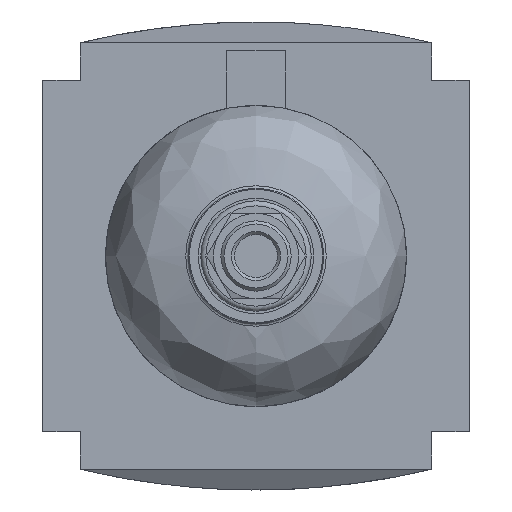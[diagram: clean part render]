
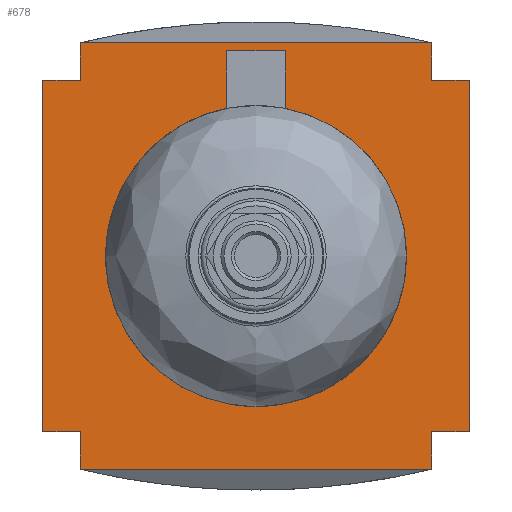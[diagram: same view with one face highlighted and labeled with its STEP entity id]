
A CAD part, front view. The second image highlights one B-rep face of the part: STEP entity #678.
In plain terms, the highlighted planar face has unit normal (0, -1, 0).
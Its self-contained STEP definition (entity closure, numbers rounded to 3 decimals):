
#678 = ADVANCED_FACE( '', ( #1439 ), #1440, .F. );
#1439 = FACE_OUTER_BOUND( '', #2307, .T. );
#1440 = PLANE( '', #2308 );
#2307 = EDGE_LOOP( '', ( #4184, #4185, #4186, #4187, #4188, #4189, #4190, #4191, #4192, #4193, #4194, #4195 ) );
#2308 = AXIS2_PLACEMENT_3D( '', #4196, #4197, #4198 );
#4184 = ORIENTED_EDGE( '', *, *, #5687, .F. );
#4185 = ORIENTED_EDGE( '', *, *, #5368, .F. );
#4186 = ORIENTED_EDGE( '', *, *, #5636, .F. );
#4187 = ORIENTED_EDGE( '', *, *, #5688, .T. );
#4188 = ORIENTED_EDGE( '', *, *, #5450, .F. );
#4189 = ORIENTED_EDGE( '', *, *, #5271, .T. );
#4190 = ORIENTED_EDGE( '', *, *, #5329, .F. );
#4191 = ORIENTED_EDGE( '', *, *, #5571, .T. );
#4192 = ORIENTED_EDGE( '', *, *, #5222, .T. );
#4193 = ORIENTED_EDGE( '', *, *, #5027, .F. );
#4194 = ORIENTED_EDGE( '', *, *, #5364, .F. );
#4195 = ORIENTED_EDGE( '', *, *, #5480, .T. );
#4196 = CARTESIAN_POINT( '', ( 0., -51., 103.36 ) );
#4197 = DIRECTION( '', ( 0., 1., 0. ) );
#4198 = DIRECTION( '', ( 0., 0., 1. ) );
#5027 = EDGE_CURVE( '', #6024, #6026, #6027, .T. );
#5222 = EDGE_CURVE( '', #6352, #6026, #6353, .T. );
#5271 = EDGE_CURVE( '', #6433, #6434, #6435, .T. );
#5329 = EDGE_CURVE( '', #6527, #6434, #6530, .T. );
#5364 = EDGE_CURVE( '', #6210, #6024, #6588, .T. );
#5368 = EDGE_CURVE( '', #6593, #6595, #6596, .T. );
#5450 = EDGE_CURVE( '', #6433, #6706, #6714, .T. );
#5480 = EDGE_CURVE( '', #6210, #6214, #6757, .T. );
#5571 = EDGE_CURVE( '', #6527, #6352, #6881, .T. );
#5636 = EDGE_CURVE( '', #6957, #6593, #6959, .T. );
#5687 = EDGE_CURVE( '', #6595, #6214, #7022, .T. );
#5688 = EDGE_CURVE( '', #6957, #6706, #7023, .T. );
#6024 = VERTEX_POINT( '', #7449 );
#6026 = VERTEX_POINT( '', #7452 );
#6027 = LINE( '', #7453, #7454 );
#6210 = VERTEX_POINT( '', #7727 );
#6214 = VERTEX_POINT( '', #7732 );
#6352 = VERTEX_POINT( '', #7918 );
#6353 = LINE( '', #7919, #7920 );
#6433 = VERTEX_POINT( '', #8035 );
#6434 = VERTEX_POINT( '', #8036 );
#6435 = LINE( '', #8037, #8038 );
#6527 = VERTEX_POINT( '', #8163 );
#6530 = LINE( '', #8167, #8168 );
#6588 = LINE( '', #8254, #8255 );
#6593 = VERTEX_POINT( '', #8260 );
#6595 = VERTEX_POINT( '', #8263 );
#6596 = LINE( '', #8264, #8265 );
#6706 = VERTEX_POINT( '', #8420 );
#6714 = LINE( '', #8433, #8434 );
#6757 = LINE( '', #8496, #8497 );
#6881 = LINE( '', #8671, #8672 );
#6957 = VERTEX_POINT( '', #8798 );
#6959 = LINE( '', #8801, #8802 );
#7022 = LINE( '', #8901, #8902 );
#7023 = LINE( '', #8903, #8904 );
#7449 = CARTESIAN_POINT( '', ( -35., -51., -35. ) );
#7452 = CARTESIAN_POINT( '', ( -42.5, -51., -35. ) );
#7453 = CARTESIAN_POINT( '', ( 42.5, -51., -35. ) );
#7454 = VECTOR( '', #9246, 1000. );
#7727 = CARTESIAN_POINT( '', ( -35., -51., -42.5 ) );
#7732 = CARTESIAN_POINT( '', ( 35., -51., -42.5 ) );
#7918 = CARTESIAN_POINT( '', ( -42.5, -51., 35. ) );
#7919 = CARTESIAN_POINT( '', ( -42.5, -51., 35. ) );
#7920 = VECTOR( '', #9483, 1000. );
#8035 = CARTESIAN_POINT( '', ( 35., -51., 42.5 ) );
#8036 = CARTESIAN_POINT( '', ( -35., -51., 42.5 ) );
#8037 = CARTESIAN_POINT( '', ( 0., -51., 42.5 ) );
#8038 = VECTOR( '', #9534, 1000. );
#8163 = CARTESIAN_POINT( '', ( -35., -51., 35. ) );
#8167 = CARTESIAN_POINT( '', ( -35., -51., -42.5 ) );
#8168 = VECTOR( '', #9599, 1000. );
#8254 = CARTESIAN_POINT( '', ( -35., -51., -42.5 ) );
#8255 = VECTOR( '', #9638, 1000. );
#8260 = CARTESIAN_POINT( '', ( 42.5, -51., -35. ) );
#8263 = CARTESIAN_POINT( '', ( 35., -51., -35. ) );
#8264 = CARTESIAN_POINT( '', ( 42.5, -51., -35. ) );
#8265 = VECTOR( '', #9643, 1000. );
#8420 = CARTESIAN_POINT( '', ( 35., -51., 35. ) );
#8433 = CARTESIAN_POINT( '', ( 35., -51., 42.5 ) );
#8434 = VECTOR( '', #9736, 1000. );
#8496 = CARTESIAN_POINT( '', ( 0., -51., -42.5 ) );
#8497 = VECTOR( '', #9765, 1000. );
#8671 = CARTESIAN_POINT( '', ( 42.5, -51., 35. ) );
#8672 = VECTOR( '', #9849, 1000. );
#8798 = CARTESIAN_POINT( '', ( 42.5, -51., 35. ) );
#8801 = CARTESIAN_POINT( '', ( 42.5, -51., 35. ) );
#8802 = VECTOR( '', #9904, 1000. );
#8901 = CARTESIAN_POINT( '', ( 35., -51., 42.5 ) );
#8902 = VECTOR( '', #9944, 1000. );
#8903 = CARTESIAN_POINT( '', ( 42.5, -51., 35. ) );
#8904 = VECTOR( '', #9945, 1000. );
#9246 = DIRECTION( '', ( -1., 0., 0. ) );
#9483 = DIRECTION( '', ( 0., 0., -1. ) );
#9534 = DIRECTION( '', ( -1., 0., 0. ) );
#9599 = DIRECTION( '', ( 0., 0., 1. ) );
#9638 = DIRECTION( '', ( 0., 0., 1. ) );
#9643 = DIRECTION( '', ( -1., 0., 0. ) );
#9736 = DIRECTION( '', ( 0., 0., -1. ) );
#9765 = DIRECTION( '', ( 1., 0., 0. ) );
#9849 = DIRECTION( '', ( -1., 0., 0. ) );
#9904 = DIRECTION( '', ( 0., 0., -1. ) );
#9944 = DIRECTION( '', ( 0., 0., -1. ) );
#9945 = DIRECTION( '', ( -1., 0., 0. ) );
